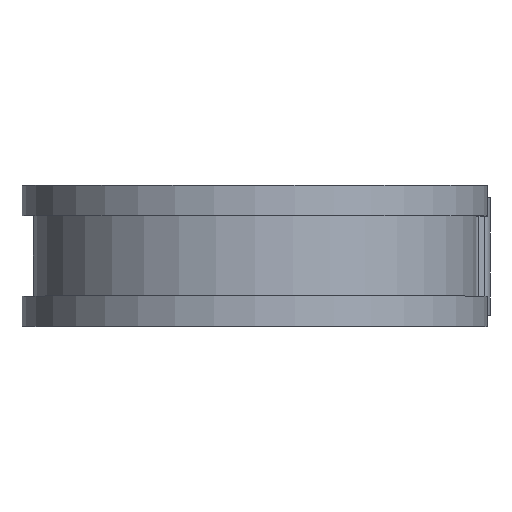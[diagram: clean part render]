
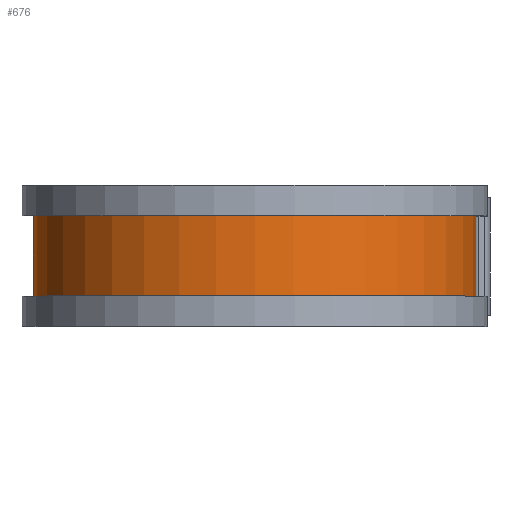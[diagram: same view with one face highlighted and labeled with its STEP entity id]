
A CAD part, top view. The second image highlights one B-rep face of the part: STEP entity #676.
In plain terms, the highlighted cylindrical face has radius 29.731 mm (diameter 59.461 mm), a partial arc.
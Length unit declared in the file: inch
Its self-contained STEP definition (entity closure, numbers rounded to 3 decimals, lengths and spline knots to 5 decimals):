
#5 = EDGE_CURVE ( 'NONE', #307, #1444, #21, .T. ) ;
#20 = VECTOR ( 'NONE', #1090, 39.37008 ) ;
#21 = LINE ( 'NONE', #755, #20 ) ;
#48 = DIRECTION ( 'NONE',  ( 0., -1., 0. ) ) ;
#53 = ORIENTED_EDGE ( 'NONE', *, *, #5, .T. ) ;
#99 = VERTEX_POINT ( 'NONE', #535 ) ;
#139 = AXIS2_PLACEMENT_3D ( 'NONE', #834, #48, #1023 ) ;
#203 = FACE_OUTER_BOUND ( 'NONE', #1631, .T. ) ;
#205 = AXIS2_PLACEMENT_3D ( 'NONE', #282, #504, #628 ) ;
#206 = DIRECTION ( 'NONE',  ( 0., -1., 0. ) ) ;
#246 = VERTEX_POINT ( 'NONE', #819 ) ;
#278 = ORIENTED_EDGE ( 'NONE', *, *, #1432, .T. ) ;
#282 = CARTESIAN_POINT ( 'NONE',  ( 0., 0.2125, 0. ) ) ;
#285 = EDGE_CURVE ( 'NONE', #246, #1444, #1468, .T. ) ;
#307 = VERTEX_POINT ( 'NONE', #1514 ) ;
#388 = ORIENTED_EDGE ( 'NONE', *, *, #903, .F. ) ;
#504 = DIRECTION ( 'NONE',  ( 0., -1., 0. ) ) ;
#535 = CARTESIAN_POINT ( 'NONE',  ( 1.1705, 0.2125, 0. ) ) ;
#599 = CARTESIAN_POINT ( 'NONE',  ( 1.1705, 0.3125, 0. ) ) ;
#628 = DIRECTION ( 'NONE',  ( 0., 0., -1. ) ) ;
#630 = CARTESIAN_POINT ( 'NONE',  ( 0., -0.2125, -1.1705 ) ) ;
#664 = CIRCLE ( 'NONE', #205, 1.1705 ) ;
#676 = ADVANCED_FACE ( 'NONE', ( #203 ), #793, .T. ) ;
#705 = VECTOR ( 'NONE', #206, 39.37008 ) ;
#755 = CARTESIAN_POINT ( 'NONE',  ( 0., 0.3125, -1.1705 ) ) ;
#793 = CYLINDRICAL_SURFACE ( 'NONE', #1702, 1.1705 ) ;
#819 = CARTESIAN_POINT ( 'NONE',  ( 1.1705, -0.2125, 0. ) ) ;
#834 = CARTESIAN_POINT ( 'NONE',  ( 0., -0.2125, 0. ) ) ;
#863 = DIRECTION ( 'NONE',  ( 0., 0., -1. ) ) ;
#865 = LINE ( 'NONE', #599, #705 ) ;
#903 = EDGE_CURVE ( 'NONE', #99, #246, #865, .T. ) ;
#966 = ORIENTED_EDGE ( 'NONE', *, *, #285, .F. ) ;
#1023 = DIRECTION ( 'NONE',  ( 0., 0., -1. ) ) ;
#1090 = DIRECTION ( 'NONE',  ( 0., -1., 0. ) ) ;
#1432 = EDGE_CURVE ( 'NONE', #99, #307, #664, .T. ) ;
#1444 = VERTEX_POINT ( 'NONE', #630 ) ;
#1468 = CIRCLE ( 'NONE', #139, 1.1705 ) ;
#1514 = CARTESIAN_POINT ( 'NONE',  ( 0., 0.2125, -1.1705 ) ) ;
#1631 = EDGE_LOOP ( 'NONE', ( #388, #278, #53, #966 ) ) ;
#1663 = DIRECTION ( 'NONE',  ( 0., -1., 0. ) ) ;
#1702 = AXIS2_PLACEMENT_3D ( 'NONE', #1724, #1663, #863 ) ;
#1724 = CARTESIAN_POINT ( 'NONE',  ( 0., 0.3125, 0. ) ) ;
